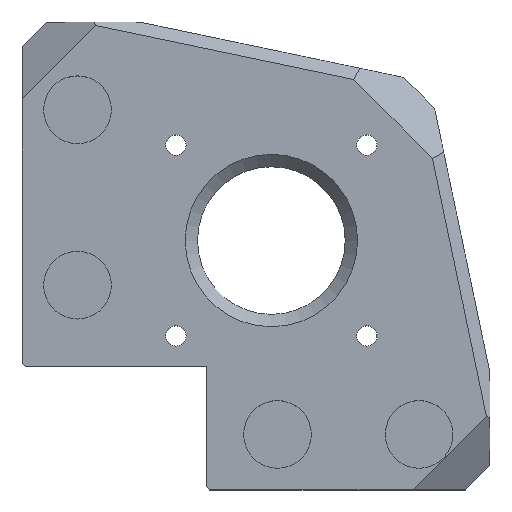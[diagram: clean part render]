
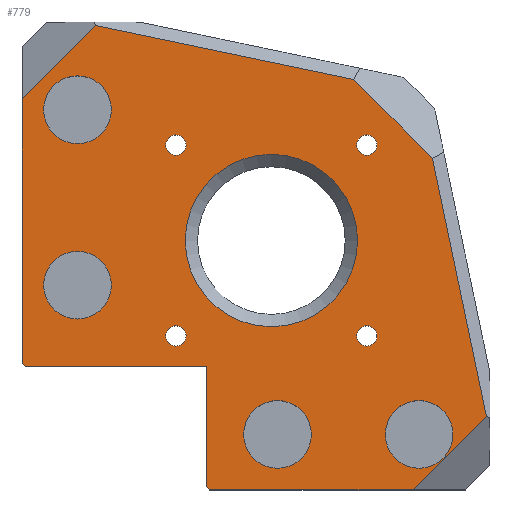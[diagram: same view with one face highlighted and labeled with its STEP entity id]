
A CAD part, top view. The second image highlights one B-rep face of the part: STEP entity #779.
In plain terms, the highlighted planar face has unit normal (0, 0, 1).
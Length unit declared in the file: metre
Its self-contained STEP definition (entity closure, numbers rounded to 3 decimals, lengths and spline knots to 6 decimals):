
#23=LINE('',#1158,#95);
#41=LINE('',#1224,#113);
#42=LINE('',#1226,#114);
#43=LINE('',#1228,#115);
#44=LINE('',#1230,#116);
#45=LINE('',#1232,#117);
#46=LINE('',#1234,#118);
#47=LINE('',#1236,#119);
#48=LINE('',#1238,#120);
#49=LINE('',#1240,#121);
#50=LINE('',#1242,#122);
#95=VECTOR('',#937,1.);
#113=VECTOR('',#991,1.);
#114=VECTOR('',#992,1.);
#115=VECTOR('',#993,1.);
#116=VECTOR('',#994,1.);
#117=VECTOR('',#995,1.);
#118=VECTOR('',#996,1.);
#119=VECTOR('',#997,1.);
#120=VECTOR('',#998,1.);
#121=VECTOR('',#999,1.);
#122=VECTOR('',#1000,1.);
#169=PLANE('',#853);
#233=ORIENTED_EDGE('',*,*,#430,.T.);
#234=ORIENTED_EDGE('',*,*,#431,.F.);
#235=ORIENTED_EDGE('',*,*,#432,.F.);
#236=ORIENTED_EDGE('',*,*,#433,.F.);
#237=ORIENTED_EDGE('',*,*,#434,.F.);
#238=ORIENTED_EDGE('',*,*,#435,.F.);
#239=ORIENTED_EDGE('',*,*,#436,.F.);
#240=ORIENTED_EDGE('',*,*,#437,.F.);
#241=ORIENTED_EDGE('',*,*,#438,.F.);
#242=ORIENTED_EDGE('',*,*,#407,.F.);
#243=ORIENTED_EDGE('',*,*,#439,.T.);
#244=ORIENTED_EDGE('',*,*,#440,.T.);
#245=ORIENTED_EDGE('',*,*,#441,.T.);
#246=ORIENTED_EDGE('',*,*,#442,.T.);
#247=ORIENTED_EDGE('',*,*,#443,.T.);
#248=ORIENTED_EDGE('',*,*,#444,.T.);
#249=ORIENTED_EDGE('',*,*,#445,.T.);
#250=ORIENTED_EDGE('',*,*,#446,.T.);
#251=ORIENTED_EDGE('',*,*,#447,.T.);
#252=ORIENTED_EDGE('',*,*,#448,.T.);
#407=EDGE_CURVE('',#506,#507,#23,.T.);
#430=EDGE_CURVE('',#528,#528,#584,.F.);
#431=EDGE_CURVE('',#529,#529,#585,.T.);
#432=EDGE_CURVE('',#530,#530,#586,.T.);
#433=EDGE_CURVE('',#531,#531,#587,.T.);
#434=EDGE_CURVE('',#532,#532,#588,.T.);
#435=EDGE_CURVE('',#533,#533,#589,.T.);
#436=EDGE_CURVE('',#534,#534,#590,.T.);
#437=EDGE_CURVE('',#535,#535,#591,.T.);
#438=EDGE_CURVE('',#536,#536,#592,.T.);
#439=EDGE_CURVE('',#506,#537,#41,.F.);
#440=EDGE_CURVE('',#537,#538,#42,.T.);
#441=EDGE_CURVE('',#538,#539,#43,.T.);
#442=EDGE_CURVE('',#539,#540,#44,.T.);
#443=EDGE_CURVE('',#540,#541,#45,.T.);
#444=EDGE_CURVE('',#541,#542,#46,.T.);
#445=EDGE_CURVE('',#542,#543,#47,.T.);
#446=EDGE_CURVE('',#543,#544,#48,.T.);
#447=EDGE_CURVE('',#544,#545,#49,.F.);
#448=EDGE_CURVE('',#545,#507,#50,.T.);
#506=VERTEX_POINT('',#1157);
#507=VERTEX_POINT('',#1159);
#528=VERTEX_POINT('',#1207);
#529=VERTEX_POINT('',#1209);
#530=VERTEX_POINT('',#1211);
#531=VERTEX_POINT('',#1213);
#532=VERTEX_POINT('',#1215);
#533=VERTEX_POINT('',#1217);
#534=VERTEX_POINT('',#1219);
#535=VERTEX_POINT('',#1221);
#536=VERTEX_POINT('',#1223);
#537=VERTEX_POINT('',#1225);
#538=VERTEX_POINT('',#1227);
#539=VERTEX_POINT('',#1229);
#540=VERTEX_POINT('',#1231);
#541=VERTEX_POINT('',#1233);
#542=VERTEX_POINT('',#1235);
#543=VERTEX_POINT('',#1237);
#544=VERTEX_POINT('',#1239);
#545=VERTEX_POINT('',#1241);
#584=CIRCLE('',#854,0.014);
#585=CIRCLE('',#855,0.0055);
#586=CIRCLE('',#856,0.0055);
#587=CIRCLE('',#857,0.0055);
#588=CIRCLE('',#858,0.0055);
#589=CIRCLE('',#859,0.00165);
#590=CIRCLE('',#860,0.00165);
#591=CIRCLE('',#861,0.00165);
#592=CIRCLE('',#862,0.00165);
#615=EDGE_LOOP('',(#233));
#616=EDGE_LOOP('',(#234));
#617=EDGE_LOOP('',(#235));
#618=EDGE_LOOP('',(#236));
#619=EDGE_LOOP('',(#237));
#620=EDGE_LOOP('',(#238));
#621=EDGE_LOOP('',(#239));
#622=EDGE_LOOP('',(#240));
#623=EDGE_LOOP('',(#241));
#624=EDGE_LOOP('',(#242,#243,#244,#245,#246,#247,#248,#249,#250,#251,#252));
#695=FACE_BOUND('',#615,.T.);
#696=FACE_BOUND('',#616,.T.);
#697=FACE_BOUND('',#617,.T.);
#698=FACE_BOUND('',#618,.T.);
#699=FACE_BOUND('',#619,.T.);
#700=FACE_BOUND('',#620,.T.);
#701=FACE_BOUND('',#621,.T.);
#702=FACE_BOUND('',#622,.T.);
#703=FACE_BOUND('',#623,.T.);
#704=FACE_BOUND('',#624,.T.);
#779=ADVANCED_FACE('',(#695,#696,#697,#698,#699,#700,#701,#702,#703,#704),
#169,.T.);
#853=AXIS2_PLACEMENT_3D('',#1205,#971,#972);
#854=AXIS2_PLACEMENT_3D('',#1206,#973,#974);
#855=AXIS2_PLACEMENT_3D('',#1208,#975,#976);
#856=AXIS2_PLACEMENT_3D('',#1210,#977,#978);
#857=AXIS2_PLACEMENT_3D('',#1212,#979,#980);
#858=AXIS2_PLACEMENT_3D('',#1214,#981,#982);
#859=AXIS2_PLACEMENT_3D('',#1216,#983,#984);
#860=AXIS2_PLACEMENT_3D('',#1218,#985,#986);
#861=AXIS2_PLACEMENT_3D('',#1220,#987,#988);
#862=AXIS2_PLACEMENT_3D('',#1222,#989,#990);
#937=DIRECTION('',(0.,1.,0.));
#971=DIRECTION('',(0.,0.,1.));
#972=DIRECTION('',(1.,0.,0.));
#973=DIRECTION('',(0.,0.,1.));
#974=DIRECTION('',(1.,0.,0.));
#975=DIRECTION('',(0.,0.,1.));
#976=DIRECTION('',(1.,0.,0.));
#977=DIRECTION('',(0.,0.,1.));
#978=DIRECTION('',(1.,0.,0.));
#979=DIRECTION('',(0.,0.,1.));
#980=DIRECTION('',(1.,0.,0.));
#981=DIRECTION('',(0.,0.,1.));
#982=DIRECTION('',(1.,0.,0.));
#983=DIRECTION('',(0.,0.,1.));
#984=DIRECTION('',(1.,0.,0.));
#985=DIRECTION('',(0.,0.,1.));
#986=DIRECTION('',(1.,0.,0.));
#987=DIRECTION('',(0.,0.,1.));
#988=DIRECTION('',(1.,0.,0.));
#989=DIRECTION('',(0.,0.,1.));
#990=DIRECTION('',(1.,0.,0.));
#991=DIRECTION('',(-0.707,0.707,0.));
#992=DIRECTION('',(1.,0.,0.));
#993=DIRECTION('',(0.707,0.707,0.));
#994=DIRECTION('',(-0.205,0.979,0.));
#995=DIRECTION('',(-0.707,0.707,0.));
#996=DIRECTION('',(-0.979,0.205,0.));
#997=DIRECTION('',(-0.707,-0.707,0.));
#998=DIRECTION('',(0.,-1.,0.));
#999=DIRECTION('',(-0.707,0.707,0.));
#1000=DIRECTION('',(1.,0.,0.));
#1157=CARTESIAN_POINT('',(0.011,-0.0185,0.007));
#1158=CARTESIAN_POINT('',(0.011,-0.01,0.007));
#1159=CARTESIAN_POINT('',(0.011,0.001,0.007));
#1205=CARTESIAN_POINT('',(0.018911,0.018911,0.007));
#1206=CARTESIAN_POINT('',(0.0215,0.0215,0.007));
#1207=CARTESIAN_POINT('',(0.0355,0.0215,0.007));
#1208=CARTESIAN_POINT('',(-0.01,0.04275,0.007));
#1209=CARTESIAN_POINT('',(-0.0045,0.04275,0.007));
#1210=CARTESIAN_POINT('',(-0.01,0.01425,0.007));
#1211=CARTESIAN_POINT('',(-0.0045,0.01425,0.007));
#1212=CARTESIAN_POINT('',(0.0455,-0.01,0.007));
#1213=CARTESIAN_POINT('',(0.051,-0.01,0.007));
#1214=CARTESIAN_POINT('',(0.0225,-0.01,0.007));
#1215=CARTESIAN_POINT('',(0.028,-0.01,0.007));
#1216=CARTESIAN_POINT('',(0.037,0.037,0.007));
#1217=CARTESIAN_POINT('',(0.03865,0.037,0.007));
#1218=CARTESIAN_POINT('',(0.037,0.006,0.007));
#1219=CARTESIAN_POINT('',(0.03865,0.006,0.007));
#1220=CARTESIAN_POINT('',(0.006,0.006,0.007));
#1221=CARTESIAN_POINT('',(0.00765,0.006,0.007));
#1222=CARTESIAN_POINT('',(0.006,0.037,0.007));
#1223=CARTESIAN_POINT('',(0.00765,0.037,0.007));
#1224=CARTESIAN_POINT('',(-0.00375,-0.00375,0.007));
#1225=CARTESIAN_POINT('',(0.0115,-0.019,0.007));
#1226=CARTESIAN_POINT('',(0.034,-0.019,0.007));
#1227=CARTESIAN_POINT('',(0.044515,-0.019,0.007));
#1228=CARTESIAN_POINT('',(0.050668,-0.012847,0.007));
#1229=CARTESIAN_POINT('',(0.056438,-0.007077,0.007));
#1230=CARTESIAN_POINT('',(0.048289,0.031859,0.007));
#1231=CARTESIAN_POINT('',(0.047662,0.034853,0.007));
#1232=CARTESIAN_POINT('',(0.041257,0.041257,0.007));
#1233=CARTESIAN_POINT('',(0.034853,0.047662,0.007));
#1234=CARTESIAN_POINT('',(0.025345,0.049652,0.007));
#1235=CARTESIAN_POINT('',(-0.007077,0.056438,0.007));
#1236=CARTESIAN_POINT('',(-0.015757,0.047757,0.007));
#1237=CARTESIAN_POINT('',(-0.019,0.044515,0.007));
#1238=CARTESIAN_POINT('',(-0.019,0.029,0.007));
#1239=CARTESIAN_POINT('',(-0.019,0.0015,0.007));
#1240=CARTESIAN_POINT('',(-0.00875,-0.00875,0.007));
#1241=CARTESIAN_POINT('',(-0.0185,0.001,0.007));
#1242=CARTESIAN_POINT('',(-0.004,0.001,0.007));
